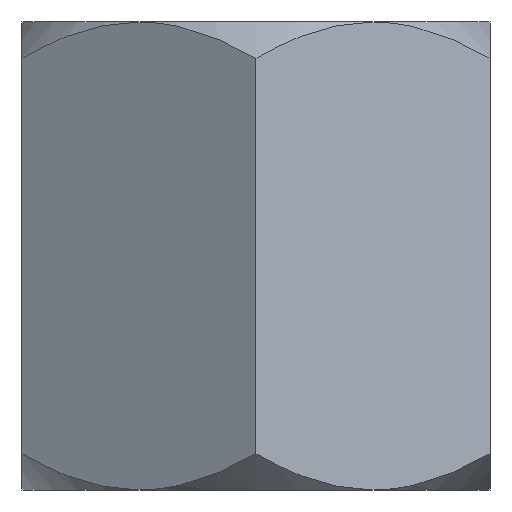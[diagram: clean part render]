
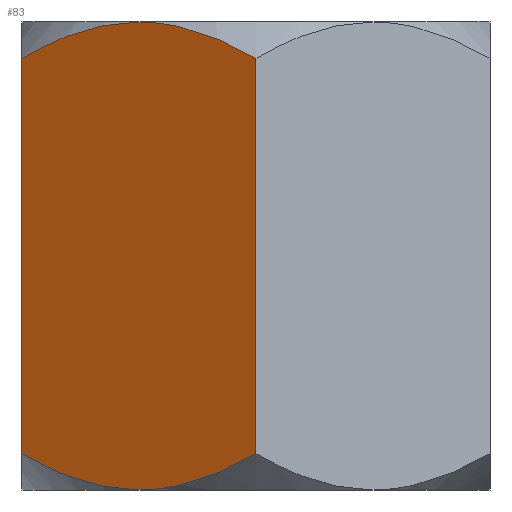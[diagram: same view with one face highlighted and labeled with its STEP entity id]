
A CAD part, left-side view. The second image highlights one B-rep face of the part: STEP entity #83.
In plain terms, the highlighted planar face has unit normal (-0.866, 0.5, 0).
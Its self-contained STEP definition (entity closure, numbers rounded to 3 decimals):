
#83 = ADVANCED_FACE( '', ( #168 ), #169, .F. );
#168 = FACE_OUTER_BOUND( '', #249, .T. );
#169 = PLANE( '', #250 );
#249 = EDGE_LOOP( '', ( #410, #411, #412, #413, #414, #415 ) );
#250 = AXIS2_PLACEMENT_3D( '', #416, #417, #418 );
#410 = ORIENTED_EDGE( '', *, *, #473, .F. );
#411 = ORIENTED_EDGE( '', *, *, #497, .F. );
#412 = ORIENTED_EDGE( '', *, *, #486, .T. );
#413 = ORIENTED_EDGE( '', *, *, #502, .T. );
#414 = ORIENTED_EDGE( '', *, *, #491, .T. );
#415 = ORIENTED_EDGE( '', *, *, #468, .F. );
#416 = CARTESIAN_POINT( '', ( -1.443, 2.5, 2.5 ) );
#417 = DIRECTION( '', ( 0.866, -0.5, 0. ) );
#418 = DIRECTION( '', ( 0.5, 0.866, 0. ) );
#468 = EDGE_CURVE( '', #550, #551, #552, .T. );
#473 = EDGE_CURVE( '', #558, #550, #560, .T. );
#486 = EDGE_CURVE( '', #576, #528, #577, .T. );
#491 = EDGE_CURVE( '', #582, #551, #583, .T. );
#497 = EDGE_CURVE( '', #576, #558, #590, .T. );
#502 = EDGE_CURVE( '', #528, #582, #597, .T. );
#528 = VERTEX_POINT( '', #625 );
#550 = VERTEX_POINT( '', #685 );
#551 = VERTEX_POINT( '', #686 );
#552 = B_SPLINE_CURVE_WITH_KNOTS( '', 3, ( #687, #688, #689, #690, #691, #692 ), .UNSPECIFIED., .F., .F., ( 4, 2, 4 ), ( 0.001, 0.002, 0.003 ), .UNSPECIFIED. );
#558 = VERTEX_POINT( '', #705 );
#560 = B_SPLINE_CURVE_WITH_KNOTS( '', 3, ( #712, #713, #714, #715, #716, #717, #718, #719 ), .UNSPECIFIED., .F., .F., ( 4, 2, 2, 4 ), ( 0., 0.001, 0.001, 0.001 ), .UNSPECIFIED. );
#576 = VERTEX_POINT( '', #759 );
#577 = B_SPLINE_CURVE_WITH_KNOTS( '', 3, ( #760, #761, #762, #763, #764, #765, #766, #767 ), .UNSPECIFIED., .F., .F., ( 4, 2, 2, 4 ), ( 0., 0.001, 0.001, 0.001 ), .UNSPECIFIED. );
#582 = VERTEX_POINT( '', #782 );
#583 = LINE( '', #783, #784 );
#590 = LINE( '', #811, #812 );
#597 = B_SPLINE_CURVE_WITH_KNOTS( '', 3, ( #819, #820, #821, #822, #823, #824 ), .UNSPECIFIED., .F., .F., ( 4, 2, 4 ), ( 0.001, 0.002, 0.003 ), .UNSPECIFIED. );
#625 = CARTESIAN_POINT( '', ( -2.165, 1.25, 2.5 ) );
#685 = CARTESIAN_POINT( '', ( -2.165, 1.25, -2.5 ) );
#686 = CARTESIAN_POINT( '', ( -1.443, 2.5, -2.113 ) );
#687 = CARTESIAN_POINT( '', ( -2.165, 1.25, -2.5 ) );
#688 = CARTESIAN_POINT( '', ( -2.04, 1.467, -2.5 ) );
#689 = CARTESIAN_POINT( '', ( -1.916, 1.681, -2.462 ) );
#690 = CARTESIAN_POINT( '', ( -1.673, 2.103, -2.323 ) );
#691 = CARTESIAN_POINT( '', ( -1.556, 2.304, -2.226 ) );
#692 = CARTESIAN_POINT( '', ( -1.443, 2.5, -2.113 ) );
#705 = CARTESIAN_POINT( '', ( -2.887, 0., -2.113 ) );
#712 = CARTESIAN_POINT( '', ( -2.887, 0., -2.113 ) );
#713 = CARTESIAN_POINT( '', ( -2.774, 0.196, -2.226 ) );
#714 = CARTESIAN_POINT( '', ( -2.658, 0.396, -2.323 ) );
#715 = CARTESIAN_POINT( '', ( -2.478, 0.708, -2.425 ) );
#716 = CARTESIAN_POINT( '', ( -2.417, 0.814, -2.453 ) );
#717 = CARTESIAN_POINT( '', ( -2.292, 1.029, -2.49 ) );
#718 = CARTESIAN_POINT( '', ( -2.228, 1.141, -2.5 ) );
#719 = CARTESIAN_POINT( '', ( -2.165, 1.25, -2.5 ) );
#759 = CARTESIAN_POINT( '', ( -2.887, 0., 2.113 ) );
#760 = CARTESIAN_POINT( '', ( -2.887, 0., 2.113 ) );
#761 = CARTESIAN_POINT( '', ( -2.774, 0.196, 2.226 ) );
#762 = CARTESIAN_POINT( '', ( -2.658, 0.396, 2.323 ) );
#763 = CARTESIAN_POINT( '', ( -2.478, 0.708, 2.425 ) );
#764 = CARTESIAN_POINT( '', ( -2.417, 0.814, 2.453 ) );
#765 = CARTESIAN_POINT( '', ( -2.292, 1.029, 2.49 ) );
#766 = CARTESIAN_POINT( '', ( -2.228, 1.141, 2.5 ) );
#767 = CARTESIAN_POINT( '', ( -2.165, 1.25, 2.5 ) );
#782 = CARTESIAN_POINT( '', ( -1.443, 2.5, 2.113 ) );
#783 = CARTESIAN_POINT( '', ( -1.443, 2.5, 2.5 ) );
#784 = VECTOR( '', #900, 1000. );
#811 = CARTESIAN_POINT( '', ( -2.887, 0., 2.5 ) );
#812 = VECTOR( '', #902, 1000. );
#819 = CARTESIAN_POINT( '', ( -2.165, 1.25, 2.5 ) );
#820 = CARTESIAN_POINT( '', ( -2.04, 1.467, 2.5 ) );
#821 = CARTESIAN_POINT( '', ( -1.916, 1.681, 2.462 ) );
#822 = CARTESIAN_POINT( '', ( -1.673, 2.103, 2.323 ) );
#823 = CARTESIAN_POINT( '', ( -1.556, 2.304, 2.226 ) );
#824 = CARTESIAN_POINT( '', ( -1.443, 2.5, 2.113 ) );
#900 = DIRECTION( '', ( 0., 0., -1. ) );
#902 = DIRECTION( '', ( 0., 0., -1. ) );
